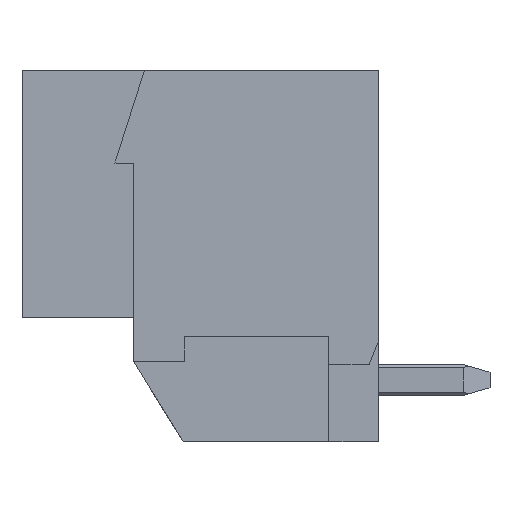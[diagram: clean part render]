
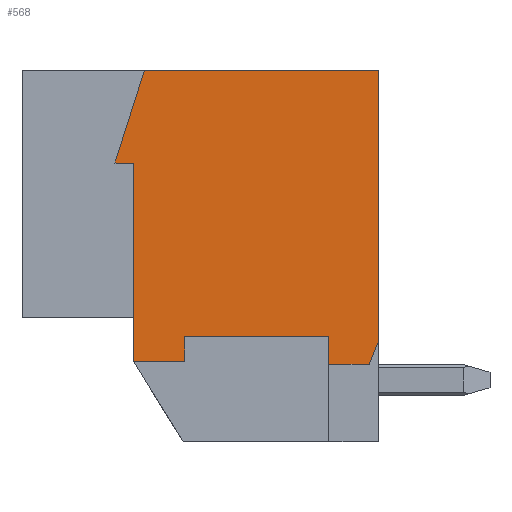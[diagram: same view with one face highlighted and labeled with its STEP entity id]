
A CAD part, left-side view. The second image highlights one B-rep face of the part: STEP entity #568.
In plain terms, the highlighted planar face has unit normal (-1, 0, 0).
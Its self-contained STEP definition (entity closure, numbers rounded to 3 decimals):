
#568 = ADVANCED_FACE( '', ( #1151 ), #1152, .T. );
#1151 = FACE_OUTER_BOUND( '', #1763, .T. );
#1152 = PLANE( '', #1764 );
#1763 = EDGE_LOOP( '', ( #3314, #3315, #3316, #3317, #3318, #3319, #3320, #3321, #3322, #3323, #3324 ) );
#1764 = AXIS2_PLACEMENT_3D( '', #3325, #3326, #3327 );
#3314 = ORIENTED_EDGE( '', *, *, #4557, .F. );
#3315 = ORIENTED_EDGE( '', *, *, #4454, .T. );
#3316 = ORIENTED_EDGE( '', *, *, #4558, .T. );
#3317 = ORIENTED_EDGE( '', *, *, #4367, .T. );
#3318 = ORIENTED_EDGE( '', *, *, #4559, .T. );
#3319 = ORIENTED_EDGE( '', *, *, #4560, .T. );
#3320 = ORIENTED_EDGE( '', *, *, #4095, .F. );
#3321 = ORIENTED_EDGE( '', *, *, #4157, .F. );
#3322 = ORIENTED_EDGE( '', *, *, #3958, .F. );
#3323 = ORIENTED_EDGE( '', *, *, #4010, .F. );
#3324 = ORIENTED_EDGE( '', *, *, #4031, .F. );
#3325 = CARTESIAN_POINT( '', ( -11.7, 0., 0. ) );
#3326 = DIRECTION( '', ( -1., 0., 0. ) );
#3327 = DIRECTION( '', ( 0., 0., 1. ) );
#3958 = EDGE_CURVE( '', #4802, #4804, #4805, .T. );
#4010 = EDGE_CURVE( '', #4893, #4802, #4895, .T. );
#4031 = EDGE_CURVE( '', #4928, #4893, #4929, .T. );
#4095 = EDGE_CURVE( '', #5034, #5035, #5036, .T. );
#4157 = EDGE_CURVE( '', #4804, #5034, #5137, .T. );
#4367 = EDGE_CURVE( '', #5456, #5460, #5462, .T. );
#4454 = EDGE_CURVE( '', #5582, #5580, #5583, .T. );
#4557 = EDGE_CURVE( '', #5582, #4928, #5709, .T. );
#4558 = EDGE_CURVE( '', #5580, #5456, #5710, .T. );
#4559 = EDGE_CURVE( '', #5460, #5711, #5712, .T. );
#4560 = EDGE_CURVE( '', #5711, #5035, #5713, .T. );
#4802 = VERTEX_POINT( '', #6026 );
#4804 = VERTEX_POINT( '', #6029 );
#4805 = LINE( '', #6030, #6031 );
#4893 = VERTEX_POINT( '', #6159 );
#4895 = LINE( '', #6162, #6163 );
#4928 = VERTEX_POINT( '', #6212 );
#4929 = LINE( '', #6213, #6214 );
#5034 = VERTEX_POINT( '', #6366 );
#5035 = VERTEX_POINT( '', #6367 );
#5036 = LINE( '', #6368, #6369 );
#5137 = LINE( '', #6517, #6518 );
#5456 = VERTEX_POINT( '', #6993 );
#5460 = VERTEX_POINT( '', #6999 );
#5462 = LINE( '', #7002, #7003 );
#5580 = VERTEX_POINT( '', #7181 );
#5582 = VERTEX_POINT( '', #7184 );
#5583 = LINE( '', #7185, #7186 );
#5709 = LINE( '', #7380, #7381 );
#5710 = LINE( '', #7382, #7383 );
#5711 = VERTEX_POINT( '', #7384 );
#5712 = LINE( '', #7385, #7386 );
#5713 = LINE( '', #7387, #7388 );
#6026 = CARTESIAN_POINT( '', ( -11.7, -2.175, -2.6 ) );
#6029 = CARTESIAN_POINT( '', ( -11.7, 2.475, -2.6 ) );
#6030 = CARTESIAN_POINT( '', ( -11.7, -2.175, -2.6 ) );
#6031 = VECTOR( '', #7621, 1000. );
#6159 = CARTESIAN_POINT( '', ( -11.7, -2.175, -3.5 ) );
#6162 = CARTESIAN_POINT( '', ( -11.7, -2.175, -3.5 ) );
#6163 = VECTOR( '', #7672, 1000. );
#6212 = CARTESIAN_POINT( '', ( -11.7, -3.475, -3.5 ) );
#6213 = CARTESIAN_POINT( '', ( -11.7, -3.475, -3.5 ) );
#6214 = VECTOR( '', #7689, 1000. );
#6366 = CARTESIAN_POINT( '', ( -11.7, 2.475, -3.4 ) );
#6367 = CARTESIAN_POINT( '', ( -11.7, 4.125, -3.4 ) );
#6368 = CARTESIAN_POINT( '', ( -11.7, 2.475, -3.4 ) );
#6369 = VECTOR( '', #7743, 1000. );
#6517 = CARTESIAN_POINT( '', ( -11.7, 2.475, -2.6 ) );
#6518 = VECTOR( '', #7797, 1000. );
#6993 = CARTESIAN_POINT( '', ( -11.7, 3.775, 6. ) );
#6999 = CARTESIAN_POINT( '', ( -11.7, 4.725, 3. ) );
#7002 = CARTESIAN_POINT( '', ( -11.7, 3.775, 6. ) );
#7003 = VECTOR( '', #7975, 1000. );
#7181 = CARTESIAN_POINT( '', ( -11.7, -3.775, 6. ) );
#7184 = CARTESIAN_POINT( '', ( -11.7, -3.775, -2.75 ) );
#7185 = CARTESIAN_POINT( '', ( -11.7, -3.775, -6. ) );
#7186 = VECTOR( '', #8046, 1000. );
#7380 = CARTESIAN_POINT( '', ( -11.7, -3.775, -2.75 ) );
#7381 = VECTOR( '', #8127, 1000. );
#7382 = CARTESIAN_POINT( '', ( -11.7, -3.775, 6. ) );
#7383 = VECTOR( '', #8128, 1000. );
#7384 = CARTESIAN_POINT( '', ( -11.7, 4.125, 3. ) );
#7385 = CARTESIAN_POINT( '', ( -11.7, 4.725, 3. ) );
#7386 = VECTOR( '', #8129, 1000. );
#7387 = CARTESIAN_POINT( '', ( -11.7, 4.125, 3. ) );
#7388 = VECTOR( '', #8130, 1000. );
#7621 = DIRECTION( '', ( 0., 1., 0. ) );
#7672 = DIRECTION( '', ( 0., 0., 1. ) );
#7689 = DIRECTION( '', ( 0., 1., 0. ) );
#7743 = DIRECTION( '', ( 0., 1., 0. ) );
#7797 = DIRECTION( '', ( 0., 0., -1. ) );
#7975 = DIRECTION( '', ( 0., 0.302, -0.953 ) );
#8046 = DIRECTION( '', ( 0., 0., 1. ) );
#8127 = DIRECTION( '', ( 0., 0.371, -0.928 ) );
#8128 = DIRECTION( '', ( 0., 1., 0. ) );
#8129 = DIRECTION( '', ( 0., -1., 0. ) );
#8130 = DIRECTION( '', ( 0., 0., -1. ) );
